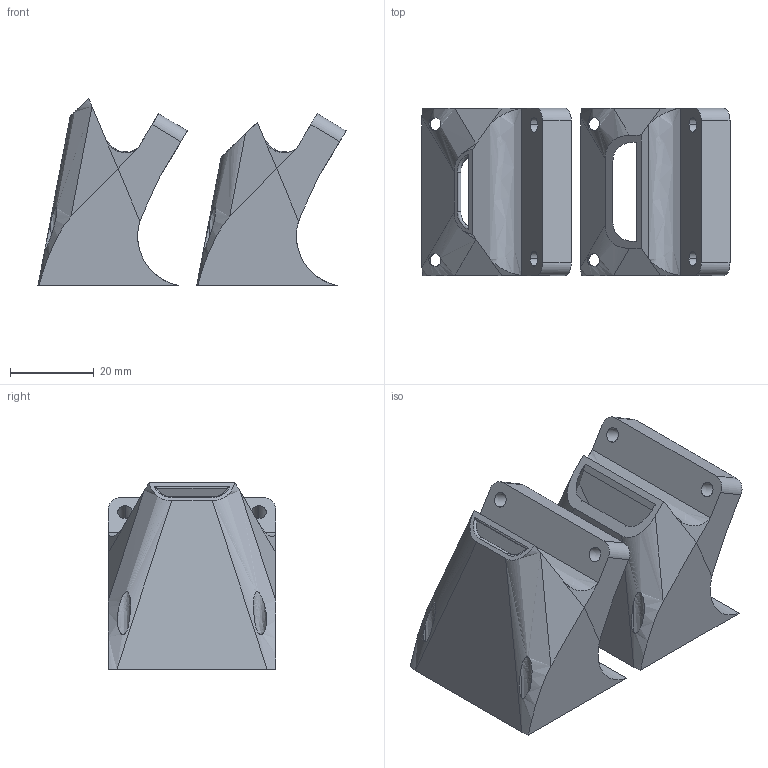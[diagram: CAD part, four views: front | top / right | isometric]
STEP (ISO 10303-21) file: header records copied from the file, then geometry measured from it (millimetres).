
FILE_DESCRIPTION(/* description */ (''),/* implementation_level */ '2;1');
FILE_NAME(/* name */ 'ROBO~NZJ',/* time_stamp */ '2015-09-26T23:29:28-05:00',/* author */ (''),/* organization */ (''),/* preprocessor_version */ 'ST-DEVELOPER v15',/* originating_system */ '',/* authorisation */ '');
FILE_SCHEMA (('AUTOMOTIVE_DESIGN'));
Length unit declared in the file: millimetre
Products named in the file (1): Document
Bounding box: 73.66 x 40 x 44.68 mm (x, y, z)
Volume: 27602.7 mm3; surface area: 21448 mm2
Topology: 2 solids, 2 shells, 94 faces, 252 edges, 162 vertices
Faces by surface type: bspline 48, plane 46
Entity records: 3646 total; most frequent: CARTESIAN_POINT 2080, ORIENTED_EDGE 504, EDGE_CURVE 252, VERTEX_POINT 162, B_SPLINE_CURVE_WITH_KNOTS 160, EDGE_LOOP 114, ADVANCED_FACE 94, FACE_OUTER_BOUND 94
